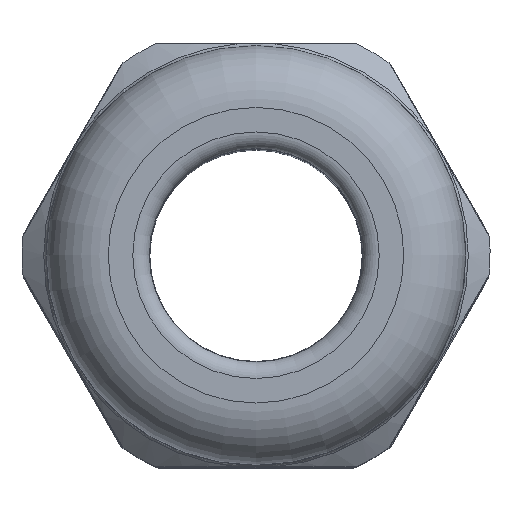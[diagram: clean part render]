
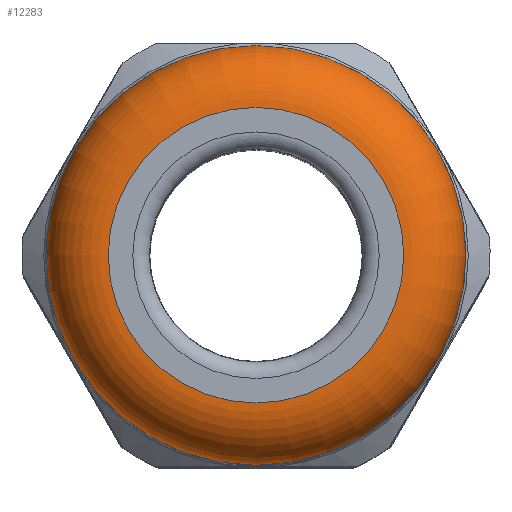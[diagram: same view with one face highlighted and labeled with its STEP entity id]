
A CAD part, top view. The second image highlights one B-rep face of the part: STEP entity #12283.
In plain terms, the highlighted toroidal (fillet/blend) face has major radius 8.35 mm and minor radius 3.5 mm.
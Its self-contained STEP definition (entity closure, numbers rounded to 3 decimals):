
#12272=TOROIDAL_SURFACE('',#24736,8.35,3.5);
#12283=ADVANCED_FACE('',(#13209,#13210),#12272,.T.);
#13209=FACE_BOUND('',#13263,.T.);
#13210=FACE_BOUND('',#13264,.T.);
#13263=EDGE_LOOP('',(#14193));
#13264=EDGE_LOOP('',(#14194));
#14193=ORIENTED_EDGE('',*,*,#21148,.F.);
#14194=ORIENTED_EDGE('',*,*,#21149,.T.);
#19406=VERTEX_POINT('',#30135);
#19407=VERTEX_POINT('',#30137);
#21148=EDGE_CURVE('',#19406,#19406,#23758,.T.);
#21149=EDGE_CURVE('',#19407,#19407,#23759,.T.);
#23758=CIRCLE('',#24734,8.35);
#23759=CIRCLE('',#24735,11.85);
#24734=AXIS2_PLACEMENT_3D('',#30134,#25709,#25710);
#24735=AXIS2_PLACEMENT_3D('',#30136,#25711,#25712);
#24736=AXIS2_PLACEMENT_3D('',#30138,#25713,#25714);
#25709=DIRECTION('',(0.,0.,1.));
#25710=DIRECTION('',(0.,1.,0.));
#25711=DIRECTION('',(0.,0.,1.));
#25712=DIRECTION('',(0.,1.,0.));
#25713=DIRECTION('',(0.,0.,1.));
#25714=DIRECTION('',(0.,-1.,0.));
#30134=CARTESIAN_POINT('',(0.,0.,
27.2));
#30135=CARTESIAN_POINT('',(0.,8.35,27.2));
#30136=CARTESIAN_POINT('',(0.,0.,
23.7));
#30137=CARTESIAN_POINT('',(0.,11.85,23.7));
#30138=CARTESIAN_POINT('',(0.,0.,
23.7));
